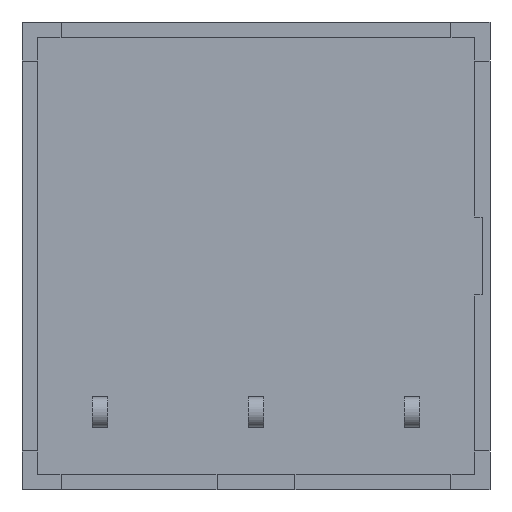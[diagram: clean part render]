
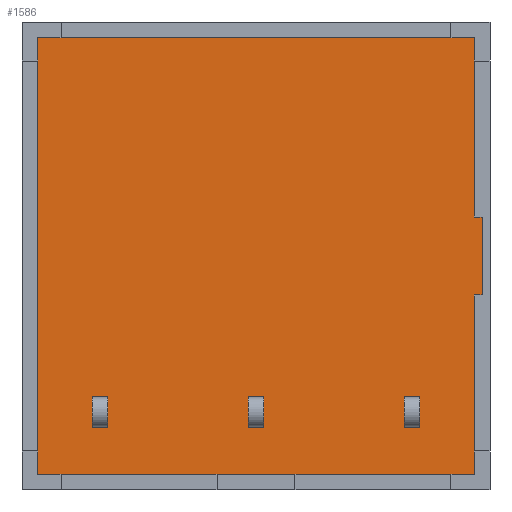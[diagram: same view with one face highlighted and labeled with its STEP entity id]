
A CAD part, front view. The second image highlights one B-rep face of the part: STEP entity #1586.
In plain terms, the highlighted planar face has unit normal (0, -1, 0).
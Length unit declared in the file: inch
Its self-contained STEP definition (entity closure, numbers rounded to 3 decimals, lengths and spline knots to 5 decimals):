
#344=ORIENTED_EDGE('',*,*,#655,.F.);
#345=ORIENTED_EDGE('',*,*,#664,.F.);
#346=ORIENTED_EDGE('',*,*,#662,.F.);
#347=ORIENTED_EDGE('',*,*,#660,.F.);
#348=ORIENTED_EDGE('',*,*,#671,.F.);
#349=ORIENTED_EDGE('',*,*,#669,.F.);
#350=ORIENTED_EDGE('',*,*,#667,.F.);
#351=ORIENTED_EDGE('',*,*,#657,.F.);
#655=EDGE_CURVE('',#844,#845,#1019,.T.);
#657=EDGE_CURVE('',#845,#846,#1021,.T.);
#660=EDGE_CURVE('',#847,#848,#1024,.T.);
#662=EDGE_CURVE('',#848,#849,#1026,.T.);
#664=EDGE_CURVE('',#849,#844,#1028,.T.);
#667=EDGE_CURVE('',#846,#850,#1031,.T.);
#669=EDGE_CURVE('',#850,#851,#1033,.T.);
#671=EDGE_CURVE('',#851,#847,#1035,.T.);
#844=VERTEX_POINT('',#2452);
#845=VERTEX_POINT('',#2454);
#846=VERTEX_POINT('',#2458);
#847=VERTEX_POINT('',#2462);
#848=VERTEX_POINT('',#2464);
#849=VERTEX_POINT('',#2468);
#850=VERTEX_POINT('',#2478);
#851=VERTEX_POINT('',#2482);
#1019=LINE('',#2453,#1209);
#1021=LINE('',#2457,#1211);
#1024=LINE('',#2463,#1214);
#1026=LINE('',#2467,#1216);
#1028=LINE('',#2471,#1218);
#1031=LINE('',#2477,#1221);
#1033=LINE('',#2481,#1223);
#1035=LINE('',#2485,#1225);
#1209=VECTOR('',#1982,39.37008);
#1211=VECTOR('',#1986,39.37008);
#1214=VECTOR('',#1991,39.37008);
#1216=VECTOR('',#1995,39.37008);
#1218=VECTOR('',#1999,39.37008);
#1221=VECTOR('',#2008,39.37008);
#1223=VECTOR('',#2012,39.37008);
#1225=VECTOR('',#2016,39.37008);
#1343=EDGE_LOOP('',(#344,#345,#346,#347,#348,#349,#350,#351));
#1431=FACE_BOUND('',#1343,.T.);
#1514=PLANE('',#1717);
#1586=ADVANCED_FACE('',(#1431),#1514,.F.);
#1717=AXIS2_PLACEMENT_3D('',#2486,#2017,#2018);
#1982=DIRECTION('',(0.,0.,1.));
#1986=DIRECTION('',(1.,0.,0.));
#1991=DIRECTION('',(1.,0.,0.));
#1995=DIRECTION('',(0.,0.,-1.));
#1999=DIRECTION('',(-1.,0.,0.));
#2008=DIRECTION('',(0.,0.,1.));
#2012=DIRECTION('',(1.,0.,0.));
#2016=DIRECTION('',(0.,0.,-1.));
#2017=DIRECTION('',(0.,1.,0.));
#2018=DIRECTION('',(0.,0.,1.));
#2452=CARTESIAN_POINT('',(-0.28,0.016,-0.28));
#2453=CARTESIAN_POINT('',(-0.28,0.016,-0.28));
#2454=CARTESIAN_POINT('',(-0.28,0.016,0.28));
#2457=CARTESIAN_POINT('',(-0.28,0.016,0.28));
#2458=CARTESIAN_POINT('',(-0.05,0.016,0.28));
#2462=CARTESIAN_POINT('',(0.05,0.016,0.28));
#2463=CARTESIAN_POINT('',(0.05,0.016,0.28));
#2464=CARTESIAN_POINT('',(0.28,0.016,0.28));
#2467=CARTESIAN_POINT('',(0.28,0.016,0.28));
#2468=CARTESIAN_POINT('',(0.28,0.016,-0.28));
#2471=CARTESIAN_POINT('',(0.28,0.016,-0.28));
#2477=CARTESIAN_POINT('',(-0.05,0.016,0.28));
#2478=CARTESIAN_POINT('',(-0.05,0.016,0.29));
#2481=CARTESIAN_POINT('',(-0.05,0.016,0.29));
#2482=CARTESIAN_POINT('',(0.05,0.016,0.29));
#2485=CARTESIAN_POINT('',(0.05,0.016,0.29));
#2486=CARTESIAN_POINT('',(0.,0.016,0.));
